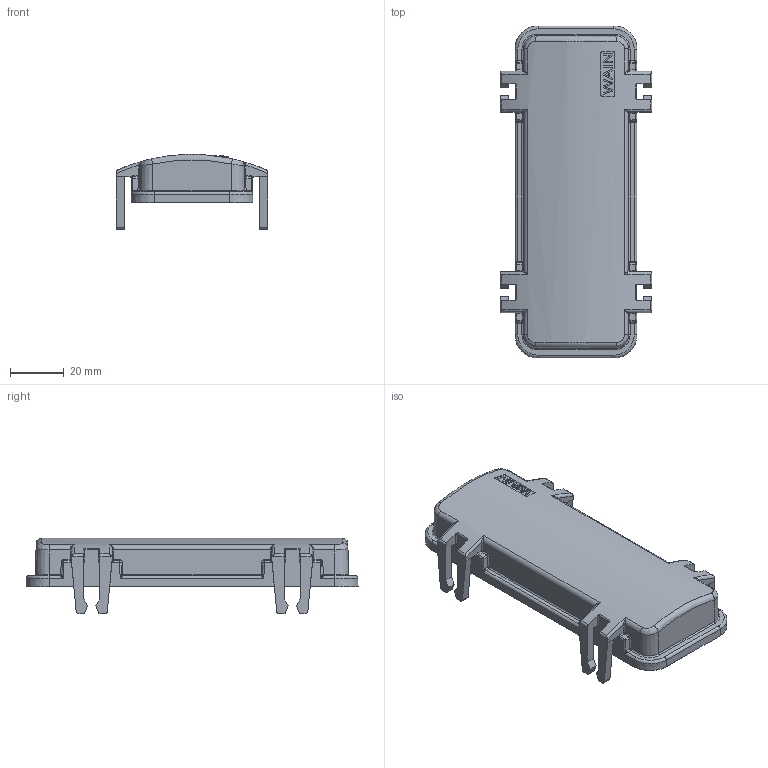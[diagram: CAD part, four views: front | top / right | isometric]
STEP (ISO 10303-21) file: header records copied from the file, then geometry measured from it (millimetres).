
FILE_DESCRIPTION((''),'2;1');
FILE_NAME('H24B-CV-4B','2020-03-06T',('zl.chen'),(''),'PRO/ENGINEER BY PARAMETRIC TECHNOLOGY CORPORATION, 2013430','PRO/ENGINEER BY PARAMETRIC TECHNOLOGY CORPORATION, 2013430','');
FILE_SCHEMA(('CONFIG_CONTROL_DESIGN','SHAPE_APPEARANCE_LAYERS_GROUPS'));
Length unit declared in the file: millimetre
Products named in the file (1): H24B-CV-4B
Bounding box: 56.28 x 123.11 x 27.94 mm (x, y, z)
Volume: 23251.5 mm3; surface area: 22584 mm2
Topology: 1 solids, 1 shells, 480 faces, 1235 edges, 742 vertices
Faces by surface type: cylinder 166, plane 162, bspline 56, torus 48, sphere 24, cone 20, extrusion 4
Entity records: 17247 total; most frequent: CARTESIAN_POINT 6010, ORIENTED_EDGE 2422, DIRECTION 2186, EDGE_CURVE 1211, AXIS2_PLACEMENT_3D 800, VERTEX_POINT 742, VECTOR 586, LINE 582
